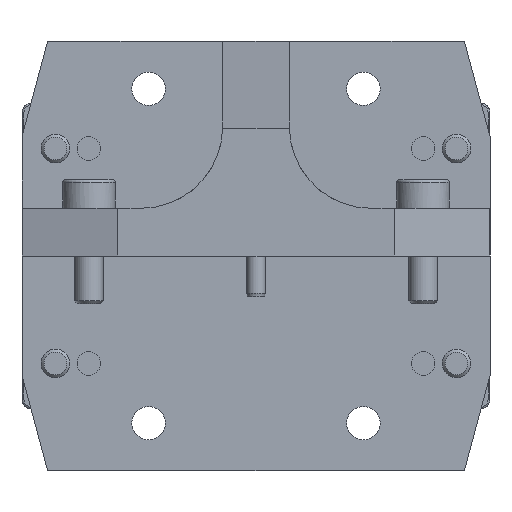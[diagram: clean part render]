
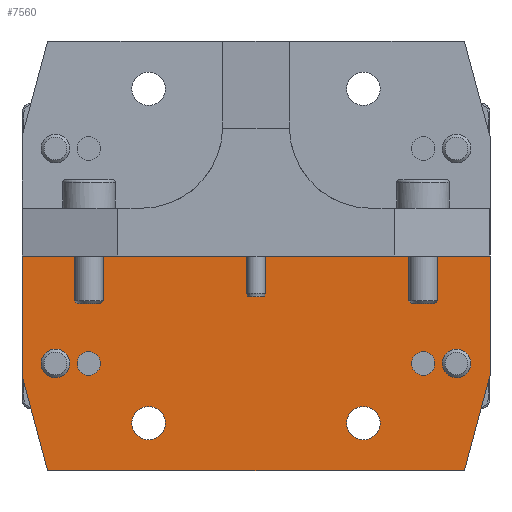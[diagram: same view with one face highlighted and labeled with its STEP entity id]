
A CAD part, front view. The second image highlights one B-rep face of the part: STEP entity #7560.
In plain terms, the highlighted planar face has unit normal (0, -1, 0).
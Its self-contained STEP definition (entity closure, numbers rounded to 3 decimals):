
#370=FACE_BOUND('',#1388,.T.);
#371=FACE_BOUND('',#1389,.T.);
#372=FACE_BOUND('',#1390,.T.);
#373=FACE_BOUND('',#1391,.T.);
#374=FACE_BOUND('',#1392,.T.);
#375=FACE_BOUND('',#1393,.T.);
#532=PLANE('',#8417);
#929=FACE_OUTER_BOUND('',#1387,.T.);
#1387=EDGE_LOOP('',(#6385,#6386,#6387,#6388,#6389,#6390));
#1388=EDGE_LOOP('',(#6391));
#1389=EDGE_LOOP('',(#6392));
#1390=EDGE_LOOP('',(#6393,#6394));
#1391=EDGE_LOOP('',(#6395,#6396));
#1392=EDGE_LOOP('',(#6397));
#1393=EDGE_LOOP('',(#6398));
#1826=LINE('',#14235,#2251);
#1833=LINE('',#14247,#2258);
#1839=LINE('',#14273,#2264);
#1843=LINE('',#14287,#2268);
#1846=LINE('',#14293,#2271);
#1847=LINE('',#14294,#2272);
#2251=VECTOR('',#10440,10.);
#2258=VECTOR('',#10449,10.);
#2264=VECTOR('',#10475,10.);
#2268=VECTOR('',#10491,10.);
#2271=VECTOR('',#10496,10.);
#2272=VECTOR('',#10497,10.);
#2328=CIRCLE('',#7667,1.5);
#2348=CIRCLE('',#7703,1.5);
#2703=CIRCLE('',#8418,1.75);
#2704=CIRCLE('',#8419,1.75);
#2705=CIRCLE('',#8420,1.75);
#2706=CIRCLE('',#8421,1.75);
#2707=CIRCLE('',#8422,1.23);
#2708=CIRCLE('',#8423,1.23);
#2794=VERTEX_POINT('',#10833);
#2826=VERTEX_POINT('',#10939);
#3360=VERTEX_POINT('',#14232);
#3361=VERTEX_POINT('',#14234);
#3365=VERTEX_POINT('',#14245);
#3375=VERTEX_POINT('',#14271);
#3379=VERTEX_POINT('',#14286);
#3381=VERTEX_POINT('',#14292);
#3382=VERTEX_POINT('',#14295);
#3383=VERTEX_POINT('',#14296);
#3384=VERTEX_POINT('',#14299);
#3385=VERTEX_POINT('',#14300);
#3386=VERTEX_POINT('',#14303);
#3387=VERTEX_POINT('',#14305);
#3488=EDGE_CURVE('',#2794,#2794,#2328,.T.);
#3532=EDGE_CURVE('',#2826,#2826,#2348,.T.);
#4382=EDGE_CURVE('',#3361,#3360,#1826,.T.);
#4389=EDGE_CURVE('',#3360,#3365,#1833,.T.);
#4403=EDGE_CURVE('',#3365,#3375,#1839,.T.);
#4410=EDGE_CURVE('',#3379,#3375,#1843,.T.);
#4413=EDGE_CURVE('',#3379,#3381,#1846,.T.);
#4414=EDGE_CURVE('',#3361,#3381,#1847,.T.);
#4415=EDGE_CURVE('',#3382,#3383,#2703,.T.);
#4416=EDGE_CURVE('',#3383,#3382,#2704,.T.);
#4417=EDGE_CURVE('',#3384,#3385,#2705,.T.);
#4418=EDGE_CURVE('',#3385,#3384,#2706,.T.);
#4419=EDGE_CURVE('',#3386,#3386,#2707,.T.);
#4420=EDGE_CURVE('',#3387,#3387,#2708,.T.);
#6385=ORIENTED_EDGE('',*,*,#4410,.F.);
#6386=ORIENTED_EDGE('',*,*,#4413,.T.);
#6387=ORIENTED_EDGE('',*,*,#4414,.F.);
#6388=ORIENTED_EDGE('',*,*,#4382,.T.);
#6389=ORIENTED_EDGE('',*,*,#4389,.T.);
#6390=ORIENTED_EDGE('',*,*,#4403,.T.);
#6391=ORIENTED_EDGE('',*,*,#3488,.T.);
#6392=ORIENTED_EDGE('',*,*,#3532,.T.);
#6393=ORIENTED_EDGE('',*,*,#4415,.T.);
#6394=ORIENTED_EDGE('',*,*,#4416,.T.);
#6395=ORIENTED_EDGE('',*,*,#4417,.T.);
#6396=ORIENTED_EDGE('',*,*,#4418,.T.);
#6397=ORIENTED_EDGE('',*,*,#4419,.T.);
#6398=ORIENTED_EDGE('',*,*,#4420,.T.);
#7560=ADVANCED_FACE('',(#929,#370,#371,#372,#373,#374,#375),#532,.T.);
#7667=AXIS2_PLACEMENT_3D('',#10835,#8619,#8620);
#7703=AXIS2_PLACEMENT_3D('',#10941,#8708,#8709);
#8417=AXIS2_PLACEMENT_3D('',#14291,#10494,#10495);
#8418=AXIS2_PLACEMENT_3D('',#14297,#10498,#10499);
#8419=AXIS2_PLACEMENT_3D('',#14298,#10500,#10501);
#8420=AXIS2_PLACEMENT_3D('',#14301,#10502,#10503);
#8421=AXIS2_PLACEMENT_3D('',#14302,#10504,#10505);
#8422=AXIS2_PLACEMENT_3D('',#14304,#10506,#10507);
#8423=AXIS2_PLACEMENT_3D('',#14306,#10508,#10509);
#8619=DIRECTION('center_axis',(0.,1.,0.));
#8620=DIRECTION('ref_axis',(0.,0.,
-1.));
#8708=DIRECTION('center_axis',(0.,1.,0.));
#8709=DIRECTION('ref_axis',(-0.09,0.,-0.996));
#10440=DIRECTION('',(0.,0.,1.));
#10449=DIRECTION('',(-1.,0.,0.));
#10475=DIRECTION('',(0.,0.,-1.));
#10491=DIRECTION('',(-0.259,0.,0.966));
#10494=DIRECTION('center_axis',(0.,-1.,0.));
#10495=DIRECTION('ref_axis',(1.,0.,0.));
#10496=DIRECTION('',(1.,0.,0.));
#10497=DIRECTION('',(-0.259,0.,-0.966));
#10498=DIRECTION('center_axis',(0.,1.,0.));
#10499=DIRECTION('ref_axis',(1.,0.,0.));
#10500=DIRECTION('center_axis',(0.,1.,0.));
#10501=DIRECTION('ref_axis',(1.,0.,0.));
#10502=DIRECTION('center_axis',(0.,1.,0.));
#10503=DIRECTION('ref_axis',(1.,0.,0.));
#10504=DIRECTION('center_axis',(0.,1.,0.));
#10505=DIRECTION('ref_axis',(1.,0.,0.));
#10506=DIRECTION('center_axis',(0.,1.,0.));
#10507=DIRECTION('ref_axis',(-1.,0.,0.));
#10508=DIRECTION('center_axis',(0.,1.,0.));
#10509=DIRECTION('ref_axis',(-1.,0.,0.));
#10833=CARTESIAN_POINT('',(-21.,-5.,12.75));
#10835=CARTESIAN_POINT('Origin',(-21.,-5.,11.25));
#10939=CARTESIAN_POINT('',(21.135,-5.,12.744));
#10941=CARTESIAN_POINT('Origin',(21.,-5.,11.25));
#14232=CARTESIAN_POINT('',(24.5,-5.,22.5));
#14234=CARTESIAN_POINT('',(24.5,-5.,10.));
#14235=CARTESIAN_POINT('',(24.5,-5.,0.));
#14245=CARTESIAN_POINT('',(-24.5,-5.,22.5));
#14247=CARTESIAN_POINT('',(-12.25,-5.,22.5));
#14271=CARTESIAN_POINT('',(-24.5,-5.,10.));
#14273=CARTESIAN_POINT('',(-24.5,-5.,45.));
#14286=CARTESIAN_POINT('',(-21.821,-5.,0.));
#14287=CARTESIAN_POINT('',(-24.572,-5.,10.269));
#14291=CARTESIAN_POINT('Origin',(0.,-5.,22.5));
#14292=CARTESIAN_POINT('',(21.821,-5.,0.));
#14293=CARTESIAN_POINT('',(-24.5,-5.,0.));
#14294=CARTESIAN_POINT('',(24.572,-5.,10.269));
#14295=CARTESIAN_POINT('',(13.,-5.,5.));
#14296=CARTESIAN_POINT('',(9.5,-5.,5.));
#14297=CARTESIAN_POINT('Origin',(11.25,-5.,5.));
#14298=CARTESIAN_POINT('Origin',(11.25,-5.,5.));
#14299=CARTESIAN_POINT('',(-9.5,-5.,5.));
#14300=CARTESIAN_POINT('',(-13.,-5.,5.));
#14301=CARTESIAN_POINT('Origin',(-11.25,-5.,5.));
#14302=CARTESIAN_POINT('Origin',(-11.25,-5.,5.));
#14303=CARTESIAN_POINT('',(-16.271,-5.,11.25));
#14304=CARTESIAN_POINT('Origin',(-17.5,-5.,11.25));
#14305=CARTESIAN_POINT('',(18.73,-5.,11.25));
#14306=CARTESIAN_POINT('Origin',(17.5,-5.,11.25));
